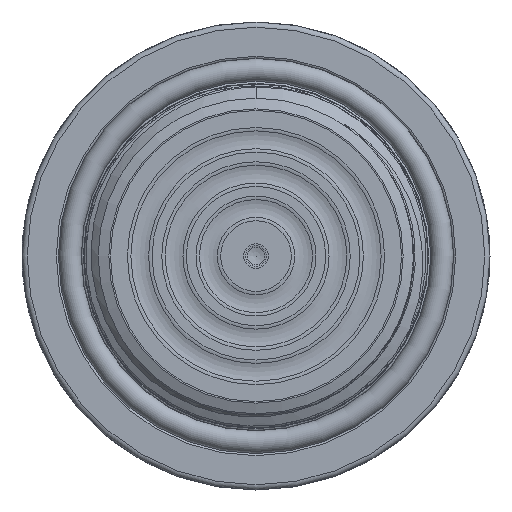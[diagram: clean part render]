
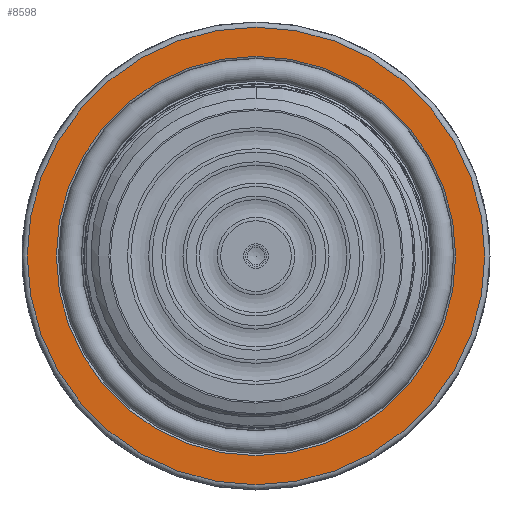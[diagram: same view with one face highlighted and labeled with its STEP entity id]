
A CAD part, left-side view. The second image highlights one B-rep face of the part: STEP entity #8598.
In plain terms, the highlighted planar face has unit normal (-1, 0, 0).
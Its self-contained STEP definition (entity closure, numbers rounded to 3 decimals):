
#466=PLANE('',#9062);
#517=FACE_BOUND('',#1582,.T.);
#1038=FACE_OUTER_BOUND('',#1581,.T.);
#1581=EDGE_LOOP('',(#7989));
#1582=EDGE_LOOP('',(#7990));
#1769=CIRCLE('',#9060,19.2);
#1771=CIRCLE('',#9063,22.);
#4115=VERTEX_POINT('',#33970);
#4116=VERTEX_POINT('',#33974);
#5409=EDGE_CURVE('',#4115,#4115,#1769,.T.);
#5411=EDGE_CURVE('',#4116,#4116,#1771,.T.);
#7989=ORIENTED_EDGE('',*,*,#5411,.F.);
#7990=ORIENTED_EDGE('',*,*,#5409,.T.);
#8598=ADVANCED_FACE('',(#1038,#517),#466,.T.);
#9060=AXIS2_PLACEMENT_3D('',#33971,#10261,#10262);
#9062=AXIS2_PLACEMENT_3D('',#33973,#10265,#10266);
#9063=AXIS2_PLACEMENT_3D('',#33975,#10267,#10268);
#10261=DIRECTION('center_axis',(1.,0.,0.));
#10262=DIRECTION('ref_axis',(0.,-1.,0.));
#10265=DIRECTION('center_axis',(-1.,0.,0.));
#10266=DIRECTION('ref_axis',(0.,1.,0.));
#10267=DIRECTION('center_axis',(1.,0.,0.));
#10268=DIRECTION('ref_axis',(0.,-1.,0.));
#33970=CARTESIAN_POINT('',(19.,19.2,0.));
#33971=CARTESIAN_POINT('Origin',(19.,0.,0.));
#33973=CARTESIAN_POINT('Origin',(19.,0.,-22.));
#33974=CARTESIAN_POINT('',(19.,0.,22.));
#33975=CARTESIAN_POINT('Origin',(19.,0.,0.));
